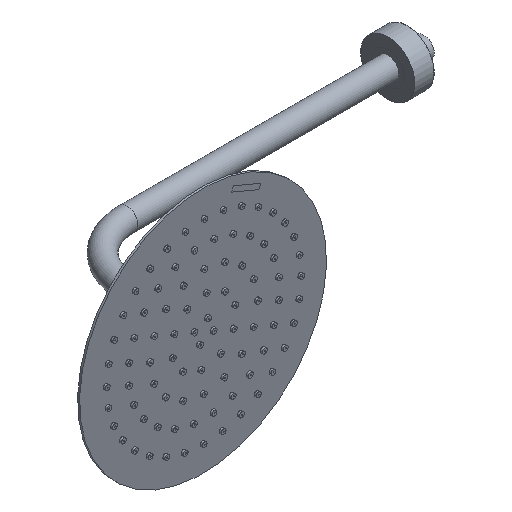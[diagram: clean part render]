
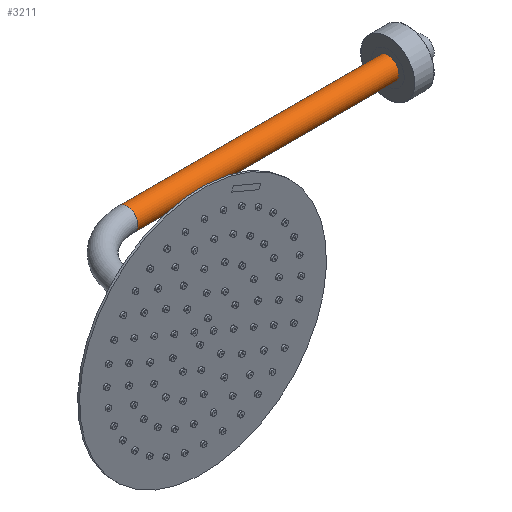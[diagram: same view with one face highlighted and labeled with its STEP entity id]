
A CAD part, isometric view. The second image highlights one B-rep face of the part: STEP entity #3211.
In plain terms, the highlighted cylindrical face has radius 11 mm (diameter 22 mm), a full revolution.
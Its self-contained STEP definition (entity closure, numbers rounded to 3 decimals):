
#307 = AXIS2_PLACEMENT_3D ( 'NONE', #324, #3601, #8207 ) ;
#324 = CARTESIAN_POINT ( 'NONE',  ( 343.5, 91., 0. ) ) ;
#1037 = DIRECTION ( 'NONE',  ( -1., 0., 0. ) ) ;
#1137 = EDGE_LOOP ( 'NONE', ( #3230 ) ) ;
#1284 = FACE_OUTER_BOUND ( 'NONE', #6634, .T. ) ;
#1622 = CARTESIAN_POINT ( 'NONE',  ( 60., 91., 0. ) ) ;
#2597 = DIRECTION ( 'NONE',  ( 0., 0., -1. ) ) ;
#2757 = CIRCLE ( 'NONE', #8330, 11. ) ;
#3211 = ADVANCED_FACE ( 'NONE', ( #5029, #1284 ), #6414, .T. ) ;
#3230 = ORIENTED_EDGE ( 'NONE', *, *, #4537, .F. ) ;
#3601 = DIRECTION ( 'NONE',  ( 1., 0., 0. ) ) ;
#4073 = CARTESIAN_POINT ( 'NONE',  ( 60., 91., 11. ) ) ;
#4333 = CARTESIAN_POINT ( 'NONE',  ( 343.5, 91., -11. ) ) ;
#4537 = EDGE_CURVE ( 'NONE', #6157, #6157, #8548, .T. ) ;
#5029 = FACE_OUTER_BOUND ( 'NONE', #1137, .T. ) ;
#5252 = CARTESIAN_POINT ( 'NONE',  ( 60., 91., 0. ) ) ;
#5658 = DIRECTION ( 'NONE',  ( 0., 0., 1. ) ) ;
#5727 = VERTEX_POINT ( 'NONE', #4073 ) ;
#6157 = VERTEX_POINT ( 'NONE', #4333 ) ;
#6238 = EDGE_CURVE ( 'NONE', #5727, #5727, #2757, .T. ) ;
#6414 = CYLINDRICAL_SURFACE ( 'NONE', #8540, 11. ) ;
#6626 = DIRECTION ( 'NONE',  ( 1., 0., 0. ) ) ;
#6634 = EDGE_LOOP ( 'NONE', ( #8262 ) ) ;
#8207 = DIRECTION ( 'NONE',  ( 0., 0., -1. ) ) ;
#8262 = ORIENTED_EDGE ( 'NONE', *, *, #6238, .F. ) ;
#8330 = AXIS2_PLACEMENT_3D ( 'NONE', #1622, #1037, #5658 ) ;
#8540 = AXIS2_PLACEMENT_3D ( 'NONE', #5252, #6626, #2597 ) ;
#8548 = CIRCLE ( 'NONE', #307, 11. ) ;
